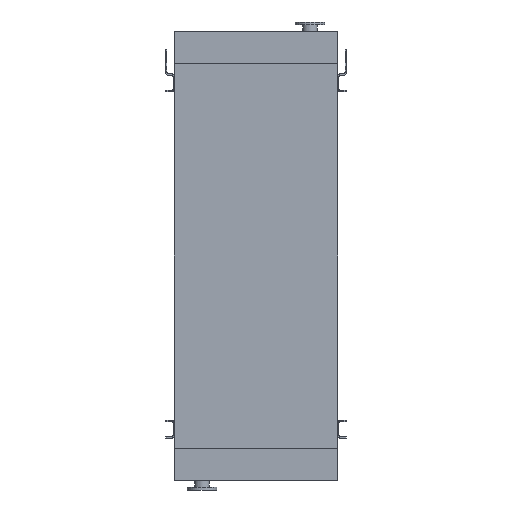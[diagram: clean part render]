
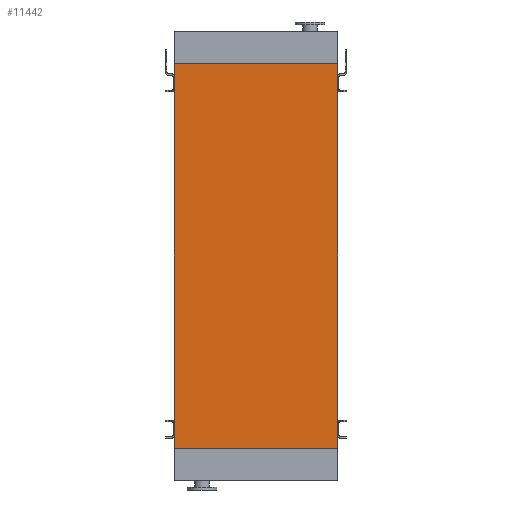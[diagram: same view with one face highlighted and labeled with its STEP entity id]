
A CAD part, front view. The second image highlights one B-rep face of the part: STEP entity #11442.
In plain terms, the highlighted planar face has unit normal (0, -1, 0).
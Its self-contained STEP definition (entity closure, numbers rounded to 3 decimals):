
#1184 = ORIENTED_EDGE ( 'NONE', *, *, #3268, .T. ) ;
#1694 = VERTEX_POINT ( 'NONE', #6743 ) ;
#1710 = VECTOR ( 'NONE', #13878, 1000. ) ;
#1771 = VECTOR ( 'NONE', #10768, 1000. ) ;
#2267 = CARTESIAN_POINT ( 'NONE',  ( -605., 0., -2850. ) ) ;
#2357 = ORIENTED_EDGE ( 'NONE', *, *, #4942, .T. ) ;
#3268 = EDGE_CURVE ( 'NONE', #11236, #8195, #10122, .T. ) ;
#3635 = VECTOR ( 'NONE', #4175, 1000. ) ;
#4175 = DIRECTION ( 'NONE',  ( 0., 0., 1. ) ) ;
#4258 = VERTEX_POINT ( 'NONE', #11662 ) ;
#4942 = EDGE_CURVE ( 'NONE', #4258, #11236, #13314, .T. ) ;
#5945 = DIRECTION ( 'NONE',  ( 0., -1., 0. ) ) ;
#6684 = CARTESIAN_POINT ( 'NONE',  ( 605., 0., -2850. ) ) ;
#6743 = CARTESIAN_POINT ( 'NONE',  ( -605., 0., 0. ) ) ;
#6912 = ORIENTED_EDGE ( 'NONE', *, *, #14245, .F. ) ;
#7479 = LINE ( 'NONE', #14389, #1771 ) ;
#7489 = CARTESIAN_POINT ( 'NONE',  ( 605., 0., 0. ) ) ;
#8195 = VERTEX_POINT ( 'NONE', #7489 ) ;
#8333 = PLANE ( 'NONE',  #11951 ) ;
#9031 = CARTESIAN_POINT ( 'NONE',  ( -605., 0., -2850. ) ) ;
#9115 = EDGE_CURVE ( 'NONE', #1694, #8195, #7479, .T. ) ;
#9709 = VECTOR ( 'NONE', #13952, 1000. ) ;
#10122 = LINE ( 'NONE', #6684, #3635 ) ;
#10768 = DIRECTION ( 'NONE',  ( 1., 0., 0. ) ) ;
#11236 = VERTEX_POINT ( 'NONE', #14425 ) ;
#11442 = ADVANCED_FACE ( 'NONE', ( #11503 ), #8333, .T. ) ;
#11503 = FACE_OUTER_BOUND ( 'NONE', #11598, .T. ) ;
#11598 = EDGE_LOOP ( 'NONE', ( #13529, #6912, #2357, #1184 ) ) ;
#11662 = CARTESIAN_POINT ( 'NONE',  ( -605., 0., -2850. ) ) ;
#11951 = AXIS2_PLACEMENT_3D ( 'NONE', #2267, #5945, #14462 ) ;
#12715 = CARTESIAN_POINT ( 'NONE',  ( -605., 0., -2850. ) ) ;
#13314 = LINE ( 'NONE', #12715, #9709 ) ;
#13529 = ORIENTED_EDGE ( 'NONE', *, *, #9115, .F. ) ;
#13878 = DIRECTION ( 'NONE',  ( 0., 0., 1. ) ) ;
#13952 = DIRECTION ( 'NONE',  ( 1., 0., 0. ) ) ;
#14245 = EDGE_CURVE ( 'NONE', #4258, #1694, #14657, .T. ) ;
#14389 = CARTESIAN_POINT ( 'NONE',  ( -605., 0., 0. ) ) ;
#14425 = CARTESIAN_POINT ( 'NONE',  ( 605., 0., -2850. ) ) ;
#14462 = DIRECTION ( 'NONE',  ( 0., 0., -1. ) ) ;
#14657 = LINE ( 'NONE', #9031, #1710 ) ;
